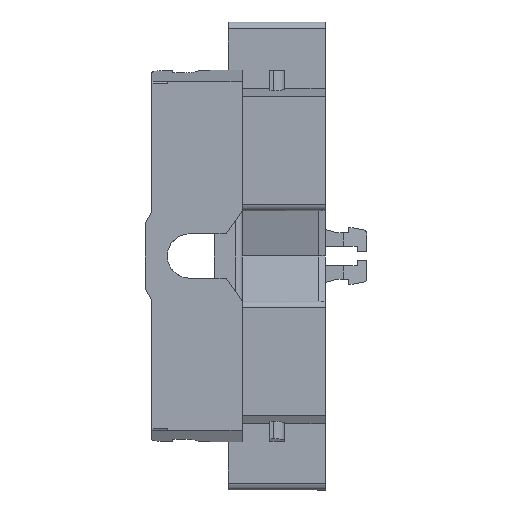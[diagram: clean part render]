
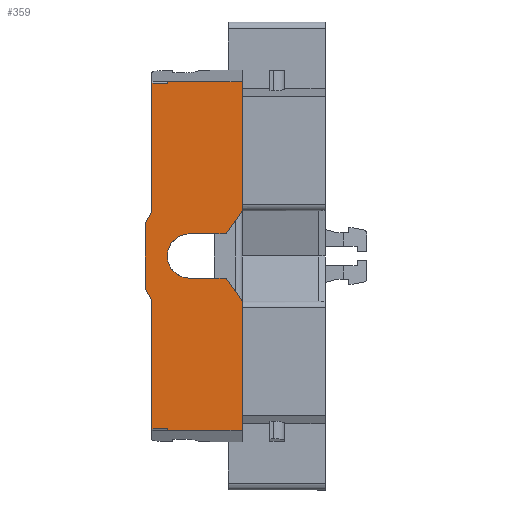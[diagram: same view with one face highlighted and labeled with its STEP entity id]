
A CAD part, left-side view. The second image highlights one B-rep face of the part: STEP entity #359.
In plain terms, the highlighted planar face has unit normal (-1, 0, 0).
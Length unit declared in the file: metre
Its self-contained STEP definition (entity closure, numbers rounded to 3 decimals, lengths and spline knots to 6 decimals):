
#359 = ADVANCED_FACE( 'NONE', ( #881 ), #882, .T. );
#881 = FACE_OUTER_BOUND( '', #1570, .T. );
#882 = PLANE( '', #1571 );
#1570 = EDGE_LOOP( '', ( #2605, #2606, #2607, #2608, #2609, #2610, #2611, #2612, #2613, #2614, #2615, #2616, #2617, #2618, #2619, #2620, #2621, #2622 ) );
#1571 = AXIS2_PLACEMENT_3D( '', #2623, #2624, #2625 );
#2605 = ORIENTED_EDGE( '', *, *, #4557, .T. );
#2606 = ORIENTED_EDGE( '', *, *, #4558, .T. );
#2607 = ORIENTED_EDGE( '', *, *, #4305, .T. );
#2608 = ORIENTED_EDGE( '', *, *, #4316, .T. );
#2609 = ORIENTED_EDGE( '', *, *, #4559, .F. );
#2610 = ORIENTED_EDGE( '', *, *, #4560, .T. );
#2611 = ORIENTED_EDGE( '', *, *, #4561, .T. );
#2612 = ORIENTED_EDGE( '', *, *, #4562, .T. );
#2613 = ORIENTED_EDGE( '', *, *, #4563, .T. );
#2614 = ORIENTED_EDGE( '', *, *, #4250, .T. );
#2615 = ORIENTED_EDGE( '', *, *, #4511, .T. );
#2616 = ORIENTED_EDGE( '', *, *, #4564, .T. );
#2617 = ORIENTED_EDGE( '', *, *, #4565, .T. );
#2618 = ORIENTED_EDGE( '', *, *, #4566, .T. );
#2619 = ORIENTED_EDGE( '', *, *, #4401, .T. );
#2620 = ORIENTED_EDGE( '', *, *, #4552, .T. );
#2621 = ORIENTED_EDGE( '', *, *, #4567, .T. );
#2622 = ORIENTED_EDGE( '', *, *, #4568, .T. );
#2623 = CARTESIAN_POINT( '', ( 0.011614, 0.045035, -0.0032 ) );
#2624 = DIRECTION( '', ( -1., 0., 0. ) );
#2625 = DIRECTION( '', ( 0., 0., 1. ) );
#4250 = EDGE_CURVE( 'NONE', #5088, #5111, #5113, .T. );
#4305 = EDGE_CURVE( 'NONE', #5210, #5208, #5211, .T. );
#4316 = EDGE_CURVE( 'NONE', #5208, #5229, #5231, .T. );
#4401 = EDGE_CURVE( 'NONE', #5378, #5375, #5379, .F. );
#4511 = EDGE_CURVE( 'NONE', #5111, #5570, #5572, .T. );
#4552 = EDGE_CURVE( 'NONE', #5375, #5632, #5633, .F. );
#4557 = EDGE_CURVE( 'NONE', #5639, #5640, #5641, .T. );
#4558 = EDGE_CURVE( 'NONE', #5640, #5210, #5642, .T. );
#4559 = EDGE_CURVE( 'NONE', #5643, #5229, #5644, .T. );
#4560 = EDGE_CURVE( 'NONE', #5643, #5645, #5646, .F. );
#4561 = EDGE_CURVE( 'NONE', #5645, #5647, #5648, .T. );
#4562 = EDGE_CURVE( 'NONE', #5647, #5649, #5650, .T. );
#4563 = EDGE_CURVE( 'NONE', #5649, #5088, #5651, .T. );
#4564 = EDGE_CURVE( 'NONE', #5570, #5652, #5653, .F. );
#4565 = EDGE_CURVE( 'NONE', #5652, #5654, #5655, .F. );
#4566 = EDGE_CURVE( 'NONE', #5654, #5378, #5656, .F. );
#4567 = EDGE_CURVE( 'NONE', #5632, #5657, #5658, .T. );
#4568 = EDGE_CURVE( 'NONE', #5657, #5639, #5659, .T. );
#5088 = VERTEX_POINT( 'NONE', #6341 );
#5111 = VERTEX_POINT( 'NONE', #6373 );
#5113 = LINE( '', #6376, #6377 );
#5208 = VERTEX_POINT( 'NONE', #6511 );
#5210 = VERTEX_POINT( 'NONE', #6514 );
#5211 = LINE( '', #6515, #6516 );
#5229 = VERTEX_POINT( 'NONE', #6540 );
#5231 = LINE( '', #6543, #6544 );
#5375 = VERTEX_POINT( 'NONE', #6761 );
#5378 = VERTEX_POINT( 'NONE', #6765 );
#5379 = LINE( '', #6766, #6767 );
#5570 = VERTEX_POINT( 'NONE', #7040 );
#5572 = LINE( '', #7043, #7044 );
#5632 = VERTEX_POINT( 'NONE', #7145 );
#5633 = LINE( '', #7146, #7147 );
#5639 = VERTEX_POINT( 'NONE', #7156 );
#5640 = VERTEX_POINT( 'NONE', #7157 );
#5641 = LINE( '', #7158, #7159 );
#5642 = LINE( '', #7160, #7161 );
#5643 = VERTEX_POINT( 'NONE', #7162 );
#5644 = LINE( '', #7163, #7164 );
#5645 = VERTEX_POINT( 'NONE', #7165 );
#5646 = LINE( '', #7166, #7167 );
#5647 = VERTEX_POINT( 'NONE', #7168 );
#5648 = LINE( '', #7169, #7170 );
#5649 = VERTEX_POINT( 'NONE', #7171 );
#5650 = LINE( '', #7172, #7173 );
#5651 = LINE( '', #7174, #7175 );
#5652 = VERTEX_POINT( 'NONE', #7176 );
#5653 = LINE( '', #7177, #7178 );
#5654 = VERTEX_POINT( 'NONE', #7179 );
#5655 = LINE( '', #7180, #7181 );
#5656 = CIRCLE( '', #7182, 0.0016 );
#5657 = VERTEX_POINT( 'NONE', #7183 );
#5658 = LINE( '', #7184, #7185 );
#5659 = LINE( '', #7186, #7187 );
#6341 = CARTESIAN_POINT( '', ( 0.011614, 0.0044, -0.012573 ) );
#6373 = CARTESIAN_POINT( '', ( 0.011614, -0.001, -0.012573 ) );
#6376 = CARTESIAN_POINT( '', ( 0.011614, 0.045035, -0.012573 ) );
#6377 = VECTOR( '', #8267, 1. );
#6511 = CARTESIAN_POINT( '', ( 0.011614, 0.0055, 0.0032 ) );
#6514 = CARTESIAN_POINT( '', ( 0.011614, 0.0055, 0.012449 ) );
#6515 = CARTESIAN_POINT( '', ( 0.011614, 0.0055, -0.0032 ) );
#6516 = VECTOR( '', #8316, 1. );
#6540 = CARTESIAN_POINT( '', ( 0.011614, 0.006, 0.002334 ) );
#6543 = CARTESIAN_POINT( '', ( 0.011614, 0.018155, -0.018719 ) );
#6544 = VECTOR( '', #8330, 1. );
#6761 = CARTESIAN_POINT( '', ( 0.011614, 0.000155, 0.0016 ) );
#6765 = CARTESIAN_POINT( '', ( 0.011614, 0.0028, 0.0016 ) );
#6766 = CARTESIAN_POINT( '', ( 0.011614, 0.045035, 0.0016 ) );
#6767 = VECTOR( '', #8412, 1. );
#7040 = CARTESIAN_POINT( '', ( 0.011614, -0.001, -0.00325 ) );
#7043 = CARTESIAN_POINT( '', ( 0.011614, -0.001, -0.0032 ) );
#7044 = VECTOR( '', #8523, 1. );
#7145 = CARTESIAN_POINT( '', ( 0.011614, -0.001, 0.00325 ) );
#7146 = CARTESIAN_POINT( '', ( 0.011614, 0.017175, -0.022707 ) );
#7147 = VECTOR( '', #8562, 1. );
#7156 = CARTESIAN_POINT( '', ( 0.011614, 0.0044, 0.012573 ) );
#7157 = CARTESIAN_POINT( '', ( 0.011614, 0.0044, 0.012449 ) );
#7158 = CARTESIAN_POINT( '', ( 0.011614, 0.0044, -0.0032 ) );
#7159 = VECTOR( '', #8566, 1. );
#7160 = CARTESIAN_POINT( '', ( 0.011614, 0.045035, 0.012449 ) );
#7161 = VECTOR( '', #8567, 1. );
#7162 = CARTESIAN_POINT( '', ( 0.011614, 0.006, -0.002334 ) );
#7163 = CARTESIAN_POINT( '', ( 0.011614, 0.006, 0. ) );
#7164 = VECTOR( '', #8568, 1. );
#7165 = CARTESIAN_POINT( '', ( 0.011614, 0.0055, -0.0032 ) );
#7166 = CARTESIAN_POINT( '', ( 0.011614, 0.015384, 0.013919 ) );
#7167 = VECTOR( '', #8569, 1. );
#7168 = CARTESIAN_POINT( '', ( 0.011614, 0.0055, -0.012449 ) );
#7169 = CARTESIAN_POINT( '', ( 0.011614, 0.0055, -0.0032 ) );
#7170 = VECTOR( '', #8570, 1. );
#7171 = CARTESIAN_POINT( '', ( 0.011614, 0.0044, -0.012449 ) );
#7172 = CARTESIAN_POINT( '', ( 0.011614, 0.045035, -0.012449 ) );
#7173 = VECTOR( '', #8571, 1. );
#7174 = CARTESIAN_POINT( '', ( 0.011614, 0.0044, -0.0032 ) );
#7175 = VECTOR( '', #8572, 1. );
#7176 = CARTESIAN_POINT( '', ( 0.011614, 0.000155, -0.0016 ) );
#7177 = CARTESIAN_POINT( '', ( 0.011614, 0.014168, 0.018413 ) );
#7178 = VECTOR( '', #8573, 1. );
#7179 = CARTESIAN_POINT( '', ( 0.011614, 0.0028, -0.0016 ) );
#7180 = CARTESIAN_POINT( '', ( 0.011614, 0.045035, -0.0016 ) );
#7181 = VECTOR( '', #8574, 1. );
#7182 = AXIS2_PLACEMENT_3D( '', #8575, #8576, #8577 );
#7183 = CARTESIAN_POINT( '', ( 0.011614, -0.001, 0.012573 ) );
#7184 = CARTESIAN_POINT( '', ( 0.011614, -0.001, -0.0032 ) );
#7185 = VECTOR( '', #8578, 1. );
#7186 = CARTESIAN_POINT( '', ( 0.011614, 0.045035, 0.012573 ) );
#7187 = VECTOR( '', #8579, 1. );
#8267 = DIRECTION( '', ( 0., -1., 0. ) );
#8316 = DIRECTION( '', ( 0., 0., -1. ) );
#8330 = DIRECTION( '', ( 0., 0.5, -0.866 ) );
#8412 = DIRECTION( '', ( 0., 1., 0. ) );
#8523 = DIRECTION( '', ( 0., 0., 1. ) );
#8562 = DIRECTION( '', ( 0., 0.574, -0.819 ) );
#8566 = DIRECTION( '', ( 0., 0., -1. ) );
#8567 = DIRECTION( '', ( 0., 1., 0. ) );
#8568 = DIRECTION( '', ( 0., 0., 1. ) );
#8569 = DIRECTION( '', ( 0., 0.5, 0.866 ) );
#8570 = DIRECTION( '', ( 0., 0., -1. ) );
#8571 = DIRECTION( '', ( 0., -1., 0. ) );
#8572 = DIRECTION( '', ( 0., 0., -1. ) );
#8573 = DIRECTION( '', ( 0., -0.574, -0.819 ) );
#8574 = DIRECTION( '', ( 0., -1., 0. ) );
#8575 = CARTESIAN_POINT( '', ( 0.011614, 0.0028, 0. ) );
#8576 = DIRECTION( '', ( -1., 0., 0. ) );
#8577 = DIRECTION( '', ( 0., 0., 1. ) );
#8578 = DIRECTION( '', ( 0., 0., 1. ) );
#8579 = DIRECTION( '', ( 0., 1., 0. ) );
